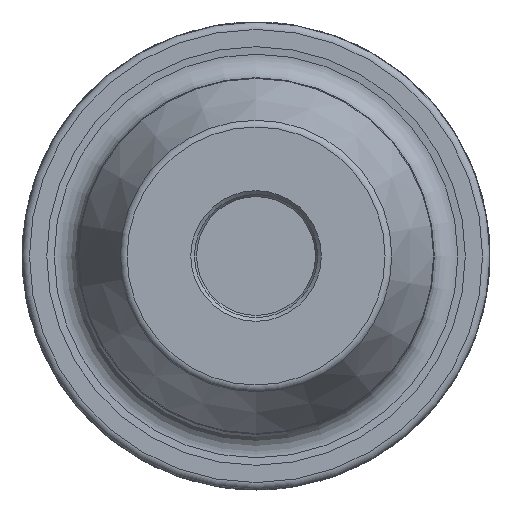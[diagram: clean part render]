
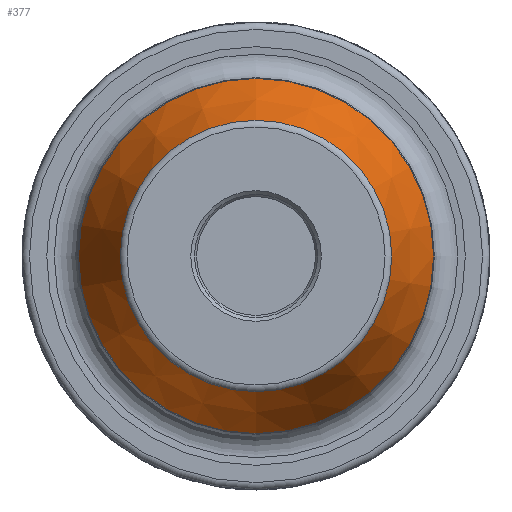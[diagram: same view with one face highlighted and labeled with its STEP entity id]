
A CAD part, left-side view. The second image highlights one B-rep face of the part: STEP entity #377.
In plain terms, the highlighted conical face has half-angle 25 degrees and reference radius 23.901 mm.
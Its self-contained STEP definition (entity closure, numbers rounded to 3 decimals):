
#245=CONICAL_SURFACE('',#1455,23.901,25.);
#309=FACE_BOUND('',#562,.T.);
#310=FACE_BOUND('',#563,.T.);
#377=ADVANCED_FACE('',(#309,#310),#245,.T.);
#562=EDGE_LOOP('',(#784));
#563=EDGE_LOOP('',(#785));
#784=ORIENTED_EDGE('',*,*,#1233,.T.);
#785=ORIENTED_EDGE('',*,*,#1232,.F.);
#1074=VERTEX_POINT('',#2532);
#1075=VERTEX_POINT('',#2535);
#1232=EDGE_CURVE('',#1074,#1074,#1335,.T.);
#1233=EDGE_CURVE('',#1075,#1075,#1336,.T.);
#1335=CIRCLE('',#1452,23.901);
#1336=CIRCLE('',#1454,18.269);
#1452=AXIS2_PLACEMENT_3D('',#2531,#1733,#1734);
#1454=AXIS2_PLACEMENT_3D('',#2534,#1737,#1738);
#1455=AXIS2_PLACEMENT_3D('',#2536,#1739,#1740);
#1733=DIRECTION('',(1.,0.,0.));
#1734=DIRECTION('',(0.,0.,1.));
#1737=DIRECTION('',(1.,0.,0.));
#1738=DIRECTION('',(0.,0.,1.));
#1739=DIRECTION('',(1.,0.,0.));
#1740=DIRECTION('',(0.,0.,-1.));
#2531=CARTESIAN_POINT('',(12.656,0.,0.));
#2532=CARTESIAN_POINT('',(12.656,0.,23.901));
#2534=CARTESIAN_POINT('',(0.577,0.,0.));
#2535=CARTESIAN_POINT('',(0.577,0.,18.269));
#2536=CARTESIAN_POINT('',(12.656,0.,0.));
